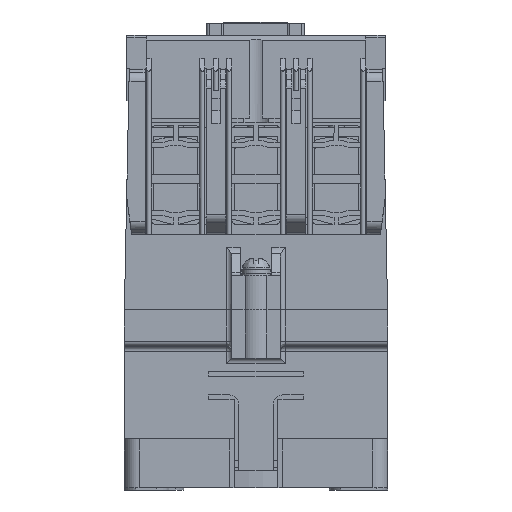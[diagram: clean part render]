
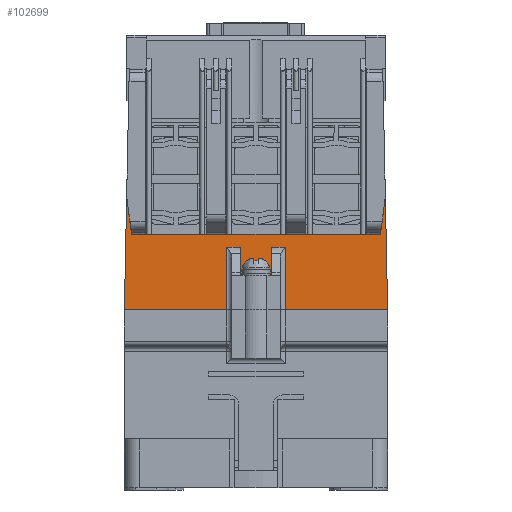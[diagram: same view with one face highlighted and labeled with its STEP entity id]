
A CAD part, front view. The second image highlights one B-rep face of the part: STEP entity #102699.
In plain terms, the highlighted planar face has unit normal (0, -1, 0).
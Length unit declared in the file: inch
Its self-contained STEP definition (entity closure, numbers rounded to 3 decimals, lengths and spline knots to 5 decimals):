
#871 = VERTEX_POINT ( 'NONE', #76253 ) ;
#3377 = DIRECTION ( 'NONE',  ( 0., -1., 0. ) ) ;
#3786 = EDGE_CURVE ( 'NONE', #26819, #90759, #54965, .T. ) ;
#4719 = CARTESIAN_POINT ( 'NONE',  ( 1.00591, -1.29921, -1.33858 ) ) ;
#4931 = ORIENTED_EDGE ( 'NONE', *, *, #14900, .T. ) ;
#6345 = LINE ( 'NONE', #97569, #88278 ) ;
#7391 = VECTOR ( 'NONE', #8407, 39.37008 ) ;
#7678 = LINE ( 'NONE', #88257, #18830 ) ;
#8407 = DIRECTION ( 'NONE',  ( 1., 0., 0. ) ) ;
#11596 = LINE ( 'NONE', #77154, #72453 ) ;
#12805 = ORIENTED_EDGE ( 'NONE', *, *, #36396, .T. ) ;
#13431 = VERTEX_POINT ( 'NONE', #79649 ) ;
#14795 = DIRECTION ( 'NONE',  ( 0., 0., -1. ) ) ;
#14900 = EDGE_CURVE ( 'NONE', #17038, #39907, #79295, .T. ) ;
#15395 = VERTEX_POINT ( 'NONE', #87331 ) ;
#17038 = VERTEX_POINT ( 'NONE', #38692 ) ;
#17608 = DIRECTION ( 'NONE',  ( -0.02, 0., -1. ) ) ;
#18152 = CARTESIAN_POINT ( 'NONE',  ( 0.23622, -1.29921, -1.94882 ) ) ;
#18630 = EDGE_CURVE ( 'NONE', #15395, #55817, #66779, .T. ) ;
#18802 = VERTEX_POINT ( 'NONE', #62138 ) ;
#18830 = VECTOR ( 'NONE', #32799, 39.37008 ) ;
#19541 = CARTESIAN_POINT ( 'NONE',  ( -1.06299, -1.29921, -1.33858 ) ) ;
#21075 = EDGE_CURVE ( 'NONE', #13431, #60767, #100111, .T. ) ;
#21543 = DIRECTION ( 'NONE',  ( -0.125, 0., -0.992 ) ) ;
#21970 = FACE_OUTER_BOUND ( 'NONE', #100748, .T. ) ;
#23119 = CARTESIAN_POINT ( 'NONE',  ( -0.12598, -1.29921, -1.94882 ) ) ;
#24208 = DIRECTION ( 'NONE',  ( -1., 0., 0. ) ) ;
#24713 = VERTEX_POINT ( 'NONE', #97177 ) ;
#25065 = ORIENTED_EDGE ( 'NONE', *, *, #77046, .T. ) ;
#26819 = VERTEX_POINT ( 'NONE', #4719 ) ;
#27735 = EDGE_CURVE ( 'NONE', #50568, #24713, #6345, .T. ) ;
#28438 = ORIENTED_EDGE ( 'NONE', *, *, #49363, .T. ) ;
#29820 = ORIENTED_EDGE ( 'NONE', *, *, #33178, .T. ) ;
#31654 = VERTEX_POINT ( 'NONE', #96554 ) ;
#31742 = ORIENTED_EDGE ( 'NONE', *, *, #68945, .T. ) ;
#32685 = DIRECTION ( 'NONE',  ( 1., 0., 0. ) ) ;
#32799 = DIRECTION ( 'NONE',  ( -0.02, 0., 1. ) ) ;
#33178 = EDGE_CURVE ( 'NONE', #39907, #50568, #52515, .T. ) ;
#33252 = CARTESIAN_POINT ( 'NONE',  ( -1.04448, -1.29921, -1.03262 ) ) ;
#34718 = LINE ( 'NONE', #69064, #95548 ) ;
#36257 = CARTESIAN_POINT ( 'NONE',  ( -0.23622, -1.29921, -1.44376 ) ) ;
#36396 = EDGE_CURVE ( 'NONE', #60767, #18802, #40038, .T. ) ;
#36852 = VECTOR ( 'NONE', #14795, 39.37008 ) ;
#37092 = VECTOR ( 'NONE', #24208, 39.37008 ) ;
#37403 = VECTOR ( 'NONE', #17608, 39.37008 ) ;
#37450 = VERTEX_POINT ( 'NONE', #96309 ) ;
#38692 = CARTESIAN_POINT ( 'NONE',  ( 0.12598, -1.29921, -1.44376 ) ) ;
#39907 = VERTEX_POINT ( 'NONE', #86935 ) ;
#40038 = LINE ( 'NONE', #81000, #100836 ) ;
#40758 = ORIENTED_EDGE ( 'NONE', *, *, #3786, .T. ) ;
#41404 = DIRECTION ( 'NONE',  ( 0., 0., 1. ) ) ;
#41710 = VECTOR ( 'NONE', #41404, 39.37008 ) ;
#43790 = DIRECTION ( 'NONE',  ( 0., 0., 1. ) ) ;
#45708 = VECTOR ( 'NONE', #43790, 39.37008 ) ;
#47027 = EDGE_CURVE ( 'NONE', #71981, #26819, #34718, .T. ) ;
#47040 = DIRECTION ( 'NONE',  ( 1., 0., 0. ) ) ;
#47713 = LINE ( 'NONE', #78672, #58859 ) ;
#49363 = EDGE_CURVE ( 'NONE', #55817, #13431, #47713, .T. ) ;
#50554 = PLANE ( 'NONE',  #60112 ) ;
#50568 = VERTEX_POINT ( 'NONE', #18152 ) ;
#50901 = CARTESIAN_POINT ( 'NONE',  ( -1.06299, -1.29921, -1.94882 ) ) ;
#51782 = CARTESIAN_POINT ( 'NONE',  ( -0.23622, -1.29921, -1.94882 ) ) ;
#52466 = VECTOR ( 'NONE', #66701, 39.37008 ) ;
#52515 = LINE ( 'NONE', #85134, #73617 ) ;
#54965 = LINE ( 'NONE', #19541, #52466 ) ;
#55817 = VERTEX_POINT ( 'NONE', #36257 ) ;
#57935 = EDGE_CURVE ( 'NONE', #871, #15395, #91814, .T. ) ;
#57998 = DIRECTION ( 'NONE',  ( 1., 0., 0. ) ) ;
#58448 = LINE ( 'NONE', #33252, #37403 ) ;
#58859 = VECTOR ( 'NONE', #47040, 39.37008 ) ;
#58896 = DIRECTION ( 'NONE',  ( 0., 0., -1. ) ) ;
#60112 = AXIS2_PLACEMENT_3D ( 'NONE', #50901, #3377, #58896 ) ;
#60767 = VERTEX_POINT ( 'NONE', #77959 ) ;
#62138 = CARTESIAN_POINT ( 'NONE',  ( 0.12598, -1.29921, -1.67323 ) ) ;
#62868 = ORIENTED_EDGE ( 'NONE', *, *, #57935, .T. ) ;
#66701 = DIRECTION ( 'NONE',  ( -1., 0., 0. ) ) ;
#66779 = LINE ( 'NONE', #51782, #45708 ) ;
#68945 = EDGE_CURVE ( 'NONE', #24713, #71981, #7678, .T. ) ;
#69064 = CARTESIAN_POINT ( 'NONE',  ( 1.00591, -1.29921, -1.33858 ) ) ;
#69870 = DIRECTION ( 'NONE',  ( 0., 0., -1. ) ) ;
#70052 = ORIENTED_EDGE ( 'NONE', *, *, #18630, .T. ) ;
#71981 = VERTEX_POINT ( 'NONE', #100408 ) ;
#72392 = CARTESIAN_POINT ( 'NONE',  ( 0., -1.29921, -1.33858 ) ) ;
#72453 = VECTOR ( 'NONE', #85091, 39.37008 ) ;
#73617 = VECTOR ( 'NONE', #69870, 39.37008 ) ;
#76253 = CARTESIAN_POINT ( 'NONE',  ( -1.06299, -1.29921, -1.94882 ) ) ;
#77046 = EDGE_CURVE ( 'NONE', #18802, #17038, #102489, .T. ) ;
#77154 = CARTESIAN_POINT ( 'NONE',  ( -1.00591, -1.29921, -1.33858 ) ) ;
#77959 = CARTESIAN_POINT ( 'NONE',  ( -0.12598, -1.29921, -1.67323 ) ) ;
#78672 = CARTESIAN_POINT ( 'NONE',  ( -1.06299, -1.29921, -1.44376 ) ) ;
#79295 = LINE ( 'NONE', #88132, #100361 ) ;
#79649 = CARTESIAN_POINT ( 'NONE',  ( -0.12598, -1.29921, -1.44376 ) ) ;
#80597 = ORIENTED_EDGE ( 'NONE', *, *, #88617, .T. ) ;
#80973 = CARTESIAN_POINT ( 'NONE',  ( 0.12598, -1.29921, -1.94882 ) ) ;
#81000 = CARTESIAN_POINT ( 'NONE',  ( -1.06299, -1.29921, -1.67323 ) ) ;
#84156 = ORIENTED_EDGE ( 'NONE', *, *, #47027, .T. ) ;
#85091 = DIRECTION ( 'NONE',  ( -0.125, 0., 0.992 ) ) ;
#85134 = CARTESIAN_POINT ( 'NONE',  ( 0.23622, -1.29921, -1.94882 ) ) ;
#85284 = EDGE_CURVE ( 'NONE', #90759, #31654, #97873, .T. ) ;
#86205 = ORIENTED_EDGE ( 'NONE', *, *, #92598, .T. ) ;
#86935 = CARTESIAN_POINT ( 'NONE',  ( 0.23622, -1.29921, -1.44376 ) ) ;
#87331 = CARTESIAN_POINT ( 'NONE',  ( -0.23622, -1.29921, -1.94882 ) ) ;
#87743 = ORIENTED_EDGE ( 'NONE', *, *, #85284, .T. ) ;
#88132 = CARTESIAN_POINT ( 'NONE',  ( -1.06299, -1.29921, -1.44376 ) ) ;
#88257 = CARTESIAN_POINT ( 'NONE',  ( 1.02362, -1.29921, 0. ) ) ;
#88278 = VECTOR ( 'NONE', #57998, 39.37008 ) ;
#88617 = EDGE_CURVE ( 'NONE', #31654, #37450, #11596, .T. ) ;
#88946 = DIRECTION ( 'NONE',  ( 1., 0., 0. ) ) ;
#90759 = VERTEX_POINT ( 'NONE', #72392 ) ;
#91814 = LINE ( 'NONE', #95537, #7391 ) ;
#92598 = EDGE_CURVE ( 'NONE', #37450, #871, #58448, .T. ) ;
#94878 = ORIENTED_EDGE ( 'NONE', *, *, #21075, .T. ) ;
#95537 = CARTESIAN_POINT ( 'NONE',  ( -1.06299, -1.29921, -1.94882 ) ) ;
#95548 = VECTOR ( 'NONE', #21543, 39.37008 ) ;
#96309 = CARTESIAN_POINT ( 'NONE',  ( -1.04448, -1.29921, -1.03262 ) ) ;
#96554 = CARTESIAN_POINT ( 'NONE',  ( -1.00591, -1.29921, -1.33858 ) ) ;
#97177 = CARTESIAN_POINT ( 'NONE',  ( 1.06299, -1.29921, -1.94882 ) ) ;
#97569 = CARTESIAN_POINT ( 'NONE',  ( -1.06299, -1.29921, -1.94882 ) ) ;
#97873 = LINE ( 'NONE', #102928, #37092 ) ;
#99361 = ORIENTED_EDGE ( 'NONE', *, *, #27735, .T. ) ;
#100111 = LINE ( 'NONE', #23119, #36852 ) ;
#100361 = VECTOR ( 'NONE', #32685, 39.37008 ) ;
#100408 = CARTESIAN_POINT ( 'NONE',  ( 1.04448, -1.29921, -1.03262 ) ) ;
#100748 = EDGE_LOOP ( 'NONE', ( #87743, #80597, #86205, #62868, #70052, #28438, #94878, #12805, #25065, #4931, #29820, #99361, #31742, #84156, #40758 ) ) ;
#100836 = VECTOR ( 'NONE', #88946, 39.37008 ) ;
#102489 = LINE ( 'NONE', #80973, #41710 ) ;
#102699 = ADVANCED_FACE ( 'NONE', ( #21970 ), #50554, .T. ) ;
#102928 = CARTESIAN_POINT ( 'NONE',  ( -1.06299, -1.29921, -1.33858 ) ) ;
